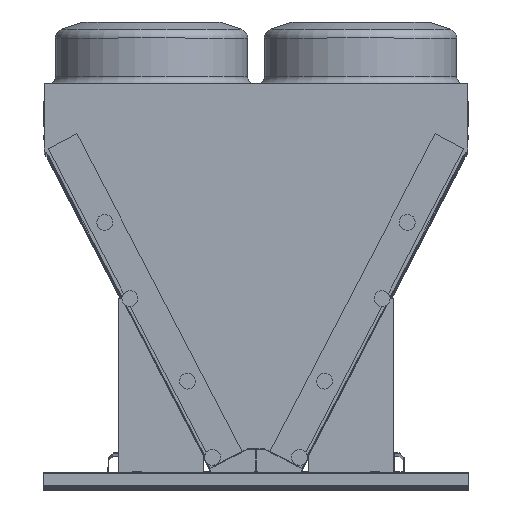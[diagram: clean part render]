
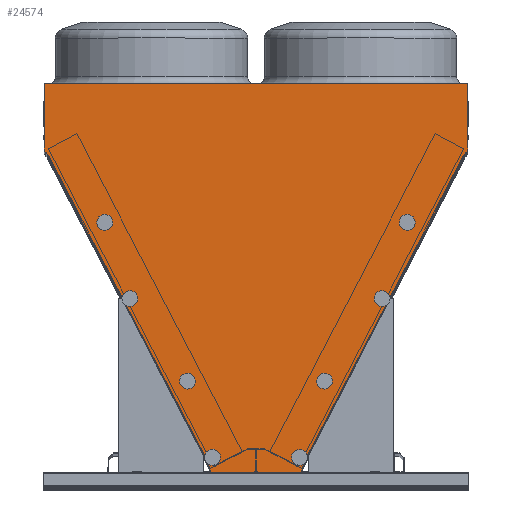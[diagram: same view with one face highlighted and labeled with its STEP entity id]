
A CAD part, top view. The second image highlights one B-rep face of the part: STEP entity #24574.
In plain terms, the highlighted planar face has unit normal (0, 0, 1).
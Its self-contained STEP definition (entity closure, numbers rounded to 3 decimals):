
#262 = CARTESIAN_POINT ( 'NONE',  ( 246.893, 17.358, 0. ) ) ;
#297 = CARTESIAN_POINT ( 'NONE',  ( 245.39, 20.232, 0. ) ) ;
#327 = VERTEX_POINT ( 'NONE', #20905 ) ;
#637 = DIRECTION ( 'NONE',  ( 0., -1., 0. ) ) ;
#1363 = CARTESIAN_POINT ( 'NONE',  ( 246.893, 17.358, 0. ) ) ;
#1893 = EDGE_CURVE ( 'NONE', #15635, #10659, #26609, .T. ) ;
#2485 = CARTESIAN_POINT ( 'NONE',  ( 1136.15, 2083.62, 0. ) ) ;
#2614 = DIRECTION ( 'NONE',  ( -1., 0., 0. ) ) ;
#3628 = AXIS2_PLACEMENT_3D ( 'NONE', #38888, #47170, #23002 ) ;
#3746 = VECTOR ( 'NONE', #41079, 1000. ) ;
#3768 = VECTOR ( 'NONE', #43502, 1000. ) ;
#4395 = CARTESIAN_POINT ( 'NONE',  ( -246.893, 17.358, 0. ) ) ;
#5167 = CARTESIAN_POINT ( 'NONE',  ( -1136.282, 2083.62, 0. ) ) ;
#5722 = VECTOR ( 'NONE', #13989, 1000. ) ;
#5814 = VERTEX_POINT ( 'NONE', #38311 ) ;
#6667 = VECTOR ( 'NONE', #2614, 1000. ) ;
#6724 = CARTESIAN_POINT ( 'NONE',  ( 279.893, 0., 0. ) ) ;
#6882 = ORIENTED_EDGE ( 'NONE', *, *, #27032, .T. ) ;
#7949 = LINE ( 'NONE', #38872, #6667 ) ;
#8214 = ORIENTED_EDGE ( 'NONE', *, *, #51842, .T. ) ;
#8296 = LINE ( 'NONE', #6724, #48760 ) ;
#9438 = VERTEX_POINT ( 'NONE', #20287 ) ;
#10250 = VECTOR ( 'NONE', #21461, 1000. ) ;
#10592 = PLANE ( 'NONE',  #3628 ) ;
#10659 = VERTEX_POINT ( 'NONE', #24070 ) ;
#10895 = VERTEX_POINT ( 'NONE', #41667 ) ;
#12063 = VERTEX_POINT ( 'NONE', #297 ) ;
#12086 = EDGE_CURVE ( 'NONE', #49971, #21259, #37228, .T. ) ;
#12605 = ORIENTED_EDGE ( 'NONE', *, *, #28126, .T. ) ;
#12807 = CARTESIAN_POINT ( 'NONE',  ( -279.893, 1.482, 0. ) ) ;
#13116 = VECTOR ( 'NONE', #22132, 1000. ) ;
#13447 = EDGE_CURVE ( 'NONE', #327, #32710, #50933, .T. ) ;
#13493 = CARTESIAN_POINT ( 'NONE',  ( 279.893, 0., 0. ) ) ;
#13616 = CARTESIAN_POINT ( 'NONE',  ( -279.893, 1.482, 0. ) ) ;
#13989 = DIRECTION ( 'NONE',  ( 0.462, 0.887, 0. ) ) ;
#14360 = LINE ( 'NONE', #26203, #13116 ) ;
#14500 = LINE ( 'NONE', #12807, #3746 ) ;
#15635 = VERTEX_POINT ( 'NONE', #27121 ) ;
#15704 = DIRECTION ( 'NONE',  ( 0., -1., 0. ) ) ;
#16466 = LINE ( 'NONE', #45982, #5722 ) ;
#16483 = EDGE_CURVE ( 'NONE', #5814, #19057, #17833, .T. ) ;
#16610 = VECTOR ( 'NONE', #36702, 1000. ) ;
#16678 = EDGE_CURVE ( 'NONE', #9438, #10895, #51947, .T. ) ;
#16971 = EDGE_CURVE ( 'NONE', #35779, #12063, #48758, .T. ) ;
#17405 = VECTOR ( 'NONE', #22660, 1000. ) ;
#17833 = LINE ( 'NONE', #2485, #50073 ) ;
#18800 = ORIENTED_EDGE ( 'NONE', *, *, #32077, .T. ) ;
#18801 = CARTESIAN_POINT ( 'NONE',  ( 279.893, 1.482, 0. ) ) ;
#18847 = CARTESIAN_POINT ( 'NONE',  ( -1127.739, 1711.053, 0. ) ) ;
#18959 = DIRECTION ( 'NONE',  ( 0., 1., 0. ) ) ;
#19057 = VERTEX_POINT ( 'NONE', #42392 ) ;
#19322 = CARTESIAN_POINT ( 'NONE',  ( 1127.607, 1711.053, 0. ) ) ;
#19823 = CARTESIAN_POINT ( 'NONE',  ( -246.893, 17.358, 0. ) ) ;
#20287 = CARTESIAN_POINT ( 'NONE',  ( -246.893, 17.358, 0. ) ) ;
#20905 = CARTESIAN_POINT ( 'NONE',  ( -1126.246, 1711.83, 0. ) ) ;
#21259 = VERTEX_POINT ( 'NONE', #42343 ) ;
#21384 = DIRECTION ( 'NONE',  ( -0.463, 0.886, 0. ) ) ;
#21461 = DIRECTION ( 'NONE',  ( -1., 0., 0. ) ) ;
#22132 = DIRECTION ( 'NONE',  ( 0.887, 0.462, 0. ) ) ;
#22406 = EDGE_CURVE ( 'NONE', #25579, #50769, #8296, .T. ) ;
#22460 = CARTESIAN_POINT ( 'NONE',  ( -245.403, 20.223, 0. ) ) ;
#22624 = VECTOR ( 'NONE', #51178, 1000. ) ;
#22660 = DIRECTION ( 'NONE',  ( 0.462, -0.887, 0. ) ) ;
#23002 = DIRECTION ( 'NONE',  ( -1., 0., 0. ) ) ;
#23279 = ORIENTED_EDGE ( 'NONE', *, *, #16483, .T. ) ;
#23374 = ORIENTED_EDGE ( 'NONE', *, *, #34197, .T. ) ;
#24070 = CARTESIAN_POINT ( 'NONE',  ( 1127.607, 1711.053, 0. ) ) ;
#24484 = EDGE_CURVE ( 'NONE', #37328, #327, #14360, .T. ) ;
#24574 = ADVANCED_FACE ( 'NONE', ( #51048 ), #10592, .F. ) ;
#24909 = CARTESIAN_POINT ( 'NONE',  ( -1136.282, 1727.462, 0. ) ) ;
#25334 = CARTESIAN_POINT ( 'NONE',  ( 246.893, 1.482, 0. ) ) ;
#25352 = CARTESIAN_POINT ( 'NONE',  ( -279.893, 0., 0. ) ) ;
#25579 = VERTEX_POINT ( 'NONE', #13493 ) ;
#25590 = VECTOR ( 'NONE', #48777, 1000. ) ;
#26182 = CARTESIAN_POINT ( 'NONE',  ( -1127.739, 1711.053, 0. ) ) ;
#26203 = CARTESIAN_POINT ( 'NONE',  ( -1127.739, 1711.053, 0. ) ) ;
#26496 = VECTOR ( 'NONE', #637, 1000. ) ;
#26609 = LINE ( 'NONE', #19322, #3768 ) ;
#26813 = DIRECTION ( 'NONE',  ( 0.462, -0.887, 0. ) ) ;
#27011 = CARTESIAN_POINT ( 'NONE',  ( 1127.607, 1711.053, 0. ) ) ;
#27032 = EDGE_CURVE ( 'NONE', #21259, #37328, #32081, .T. ) ;
#27121 = CARTESIAN_POINT ( 'NONE',  ( 1126.218, 1711.776, 0. ) ) ;
#27133 = ORIENTED_EDGE ( 'NONE', *, *, #36376, .T. ) ;
#27297 = VECTOR ( 'NONE', #21384, 1000. ) ;
#27398 = VERTEX_POINT ( 'NONE', #25352 ) ;
#27419 = LINE ( 'NONE', #262, #16610 ) ;
#28126 = EDGE_CURVE ( 'NONE', #50769, #31225, #7949, .T. ) ;
#29922 = ORIENTED_EDGE ( 'NONE', *, *, #30587, .T. ) ;
#30094 = ORIENTED_EDGE ( 'NONE', *, *, #49657, .T. ) ;
#30587 = EDGE_CURVE ( 'NONE', #31225, #35779, #27419, .T. ) ;
#31225 = VERTEX_POINT ( 'NONE', #25334 ) ;
#31609 = LINE ( 'NONE', #39866, #42350 ) ;
#31739 = DIRECTION ( 'NONE',  ( 1., 0., 0. ) ) ;
#32077 = EDGE_CURVE ( 'NONE', #12063, #15635, #16466, .T. ) ;
#32081 = LINE ( 'NONE', #18847, #51041 ) ;
#32710 = VERTEX_POINT ( 'NONE', #22460 ) ;
#33345 = CARTESIAN_POINT ( 'NONE',  ( 246.893, 17.358, 0. ) ) ;
#34157 = EDGE_LOOP ( 'NONE', ( #44714, #6882, #44925, #38476, #23374, #51061, #30094, #41490, #50942, #49297, #12605, #29922, #49642, #18800, #44166, #8214, #23279, #27133 ) ) ;
#34197 = EDGE_CURVE ( 'NONE', #32710, #9438, #38849, .T. ) ;
#34466 = DIRECTION ( 'NONE',  ( 0., -1., 0. ) ) ;
#34690 = DIRECTION ( 'NONE',  ( 0., 1., 0. ) ) ;
#35779 = VERTEX_POINT ( 'NONE', #33345 ) ;
#36376 = EDGE_CURVE ( 'NONE', #19057, #49971, #43760, .T. ) ;
#36702 = DIRECTION ( 'NONE',  ( 0., 1., 0. ) ) ;
#37228 = LINE ( 'NONE', #24909, #26496 ) ;
#37328 = VERTEX_POINT ( 'NONE', #26182 ) ;
#38311 = CARTESIAN_POINT ( 'NONE',  ( 1136.15, 1727.462, 0. ) ) ;
#38476 = ORIENTED_EDGE ( 'NONE', *, *, #13447, .T. ) ;
#38849 = LINE ( 'NONE', #4395, #25590 ) ;
#38872 = CARTESIAN_POINT ( 'NONE',  ( 279.893, 1.482, 0. ) ) ;
#38888 = CARTESIAN_POINT ( 'NONE',  ( 0., 0., 0. ) ) ;
#39866 = CARTESIAN_POINT ( 'NONE',  ( 279.893, 0., 0. ) ) ;
#39928 = VECTOR ( 'NONE', #15704, 1000. ) ;
#41079 = DIRECTION ( 'NONE',  ( -1., 0., 0. ) ) ;
#41490 = ORIENTED_EDGE ( 'NONE', *, *, #51235, .T. ) ;
#41667 = CARTESIAN_POINT ( 'NONE',  ( -246.893, 1.482, 0. ) ) ;
#42343 = CARTESIAN_POINT ( 'NONE',  ( -1136.282, 1727.462, 0. ) ) ;
#42350 = VECTOR ( 'NONE', #31739, 1000. ) ;
#42392 = CARTESIAN_POINT ( 'NONE',  ( 1136.15, 2083.62, 0. ) ) ;
#42826 = LINE ( 'NONE', #27011, #22624 ) ;
#42936 = CARTESIAN_POINT ( 'NONE',  ( -245.403, 20.223, 0. ) ) ;
#43354 = CARTESIAN_POINT ( 'NONE',  ( -1136.282, 2083.62, 0. ) ) ;
#43502 = DIRECTION ( 'NONE',  ( 0.887, -0.462, 0. ) ) ;
#43760 = LINE ( 'NONE', #5167, #10250 ) ;
#44166 = ORIENTED_EDGE ( 'NONE', *, *, #1893, .T. ) ;
#44714 = ORIENTED_EDGE ( 'NONE', *, *, #12086, .T. ) ;
#44925 = ORIENTED_EDGE ( 'NONE', *, *, #24484, .T. ) ;
#45982 = CARTESIAN_POINT ( 'NONE',  ( 245.39, 20.232, 0. ) ) ;
#46626 = CARTESIAN_POINT ( 'NONE',  ( -279.893, 0., 0. ) ) ;
#47170 = DIRECTION ( 'NONE',  ( 0., 0., -1. ) ) ;
#48758 = LINE ( 'NONE', #1363, #27297 ) ;
#48760 = VECTOR ( 'NONE', #18959, 1000. ) ;
#48777 = DIRECTION ( 'NONE',  ( -0.461, -0.887, 0. ) ) ;
#49208 = VECTOR ( 'NONE', #34466, 1000. ) ;
#49297 = ORIENTED_EDGE ( 'NONE', *, *, #22406, .T. ) ;
#49505 = EDGE_CURVE ( 'NONE', #27398, #25579, #31609, .T. ) ;
#49642 = ORIENTED_EDGE ( 'NONE', *, *, #16971, .T. ) ;
#49657 = EDGE_CURVE ( 'NONE', #10895, #50390, #14500, .T. ) ;
#49971 = VERTEX_POINT ( 'NONE', #43354 ) ;
#50073 = VECTOR ( 'NONE', #34690, 1000. ) ;
#50390 = VERTEX_POINT ( 'NONE', #13616 ) ;
#50481 = LINE ( 'NONE', #46626, #49208 ) ;
#50769 = VERTEX_POINT ( 'NONE', #18801 ) ;
#50933 = LINE ( 'NONE', #42936, #17405 ) ;
#50942 = ORIENTED_EDGE ( 'NONE', *, *, #49505, .T. ) ;
#51041 = VECTOR ( 'NONE', #26813, 1000. ) ;
#51048 = FACE_OUTER_BOUND ( 'NONE', #34157, .T. ) ;
#51061 = ORIENTED_EDGE ( 'NONE', *, *, #16678, .T. ) ;
#51178 = DIRECTION ( 'NONE',  ( 0.462, 0.887, 0. ) ) ;
#51235 = EDGE_CURVE ( 'NONE', #50390, #27398, #50481, .T. ) ;
#51842 = EDGE_CURVE ( 'NONE', #10659, #5814, #42826, .T. ) ;
#51947 = LINE ( 'NONE', #19823, #39928 ) ;
